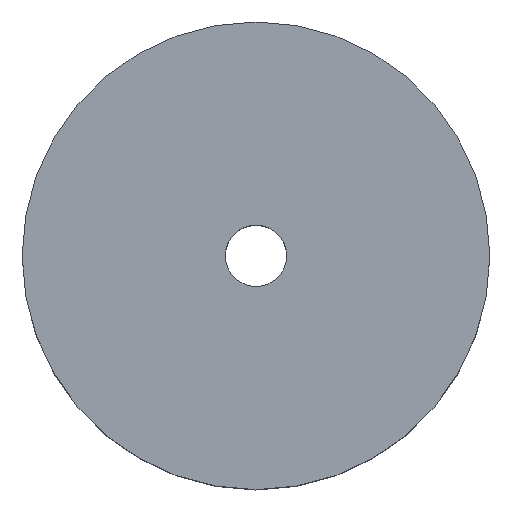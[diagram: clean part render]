
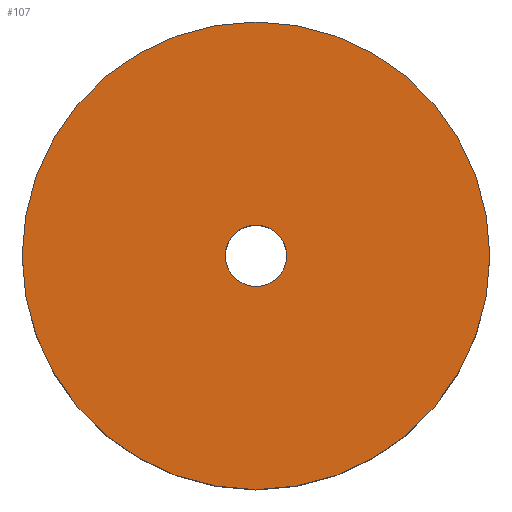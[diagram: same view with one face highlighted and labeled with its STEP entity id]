
A CAD part, top view. The second image highlights one B-rep face of the part: STEP entity #107.
In plain terms, the highlighted planar face has unit normal (0, 0, 1).
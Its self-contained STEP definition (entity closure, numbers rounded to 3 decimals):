
#18=FACE_BOUND('',#38,.T.);
#21=PLANE('',#137);
#28=FACE_OUTER_BOUND('',#37,.T.);
#37=EDGE_LOOP('',(#96));
#38=EDGE_LOOP('',(#97));
#52=CIRCLE('',#134,19.5);
#53=CIRCLE('',#136,2.56);
#60=VERTEX_POINT('',#195);
#61=VERTEX_POINT('',#199);
#71=EDGE_CURVE('',#60,#60,#52,.T.);
#72=EDGE_CURVE('',#61,#61,#53,.T.);
#96=ORIENTED_EDGE('',*,*,#71,.F.);
#97=ORIENTED_EDGE('',*,*,#72,.T.);
#107=ADVANCED_FACE('',(#28,#18),#21,.F.);
#134=AXIS2_PLACEMENT_3D('',#197,#166,#167);
#136=AXIS2_PLACEMENT_3D('',#200,#170,#171);
#137=AXIS2_PLACEMENT_3D('',#202,#173,#174);
#166=DIRECTION('center_axis',(0.,0.,-1.));
#167=DIRECTION('ref_axis',(1.,0.,0.));
#170=DIRECTION('center_axis',(0.,0.,
-1.));
#171=DIRECTION('ref_axis',(-0.258,0.966,0.));
#173=DIRECTION('center_axis',(0.,0.,-1.));
#174=DIRECTION('ref_axis',(1.,0.,0.));
#195=CARTESIAN_POINT('',(101.737,17.209,-31.526));
#197=CARTESIAN_POINT('Origin',(121.237,17.209,-31.526));
#199=CARTESIAN_POINT('',(121.898,14.736,-31.526));
#200=CARTESIAN_POINT('Origin',(121.237,17.209,-31.526));
#202=CARTESIAN_POINT('Origin',(121.237,17.209,-31.526));
